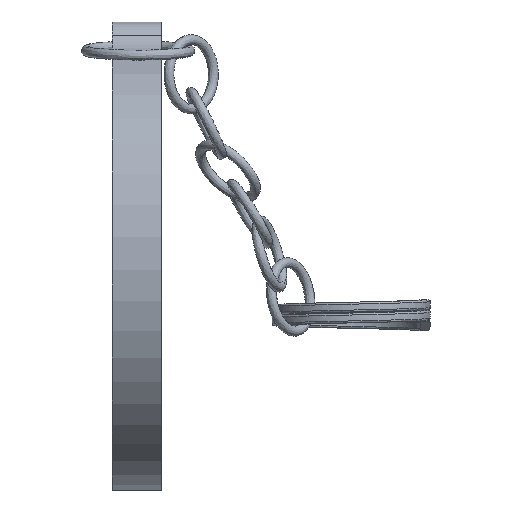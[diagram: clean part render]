
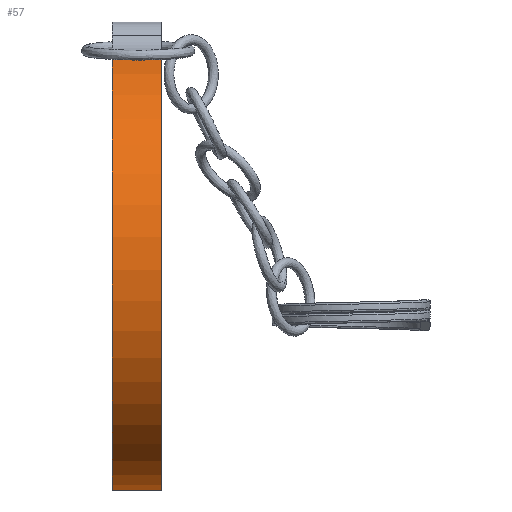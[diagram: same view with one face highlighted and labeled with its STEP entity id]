
A CAD part, front view. The second image highlights one B-rep face of the part: STEP entity #57.
In plain terms, the highlighted free-form (B-spline) face has degree [2, 1] with [7, 2] control points.
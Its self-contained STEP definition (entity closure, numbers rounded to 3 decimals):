
#31 = VERTEX_POINT('',#32);
#32 = CARTESIAN_POINT('',(6.428,-5.584,28.382
    ));
#38 = EDGE_CURVE('',#39,#31,#41,.T.);
#39 = VERTEX_POINT('',#40);
#40 = CARTESIAN_POINT('',(0.,-5.584,28.382));
#41 = B_SPLINE_CURVE_WITH_KNOTS('',1,(#42,#43),.UNSPECIFIED.,.F.,.F.,(2,
    2),(0.,5.),.PIECEWISE_BEZIER_KNOTS.);
#42 = CARTESIAN_POINT('',(0.,-5.584,28.382));
#43 = CARTESIAN_POINT('',(6.428,-5.584,28.382
    ));
#57 = ADVANCED_FACE('',(#58),#90,.T.);
#58 = FACE_BOUND('',#59,.T.);
#59 = EDGE_LOOP('',(#60,#61,#73,#80));
#60 = ORIENTED_EDGE('',*,*,#38,.F.);
#61 = ORIENTED_EDGE('',*,*,#62,.T.);
#62 = EDGE_CURVE('',#39,#63,#65,.T.);
#63 = VERTEX_POINT('',#64);
#64 = CARTESIAN_POINT('',(0.,5.498,28.399));
#65 = ( BOUNDED_CURVE() B_SPLINE_CURVE(2,(#66,#67,#68,#69,#70,#71,#72),
.UNSPECIFIED.,.F.,.F.) B_SPLINE_CURVE_WITH_KNOTS((3,2,2,3),(
    0.082,2.047,4.013,5.979),
.PIECEWISE_BEZIER_KNOTS.) CURVE() GEOMETRIC_REPRESENTATION_ITEM() 
RATIONAL_B_SPLINE_CURVE((1.,0.555,1.,0.555,1.,
0.555,1.)) REPRESENTATION_ITEM('') );
#66 = CARTESIAN_POINT('',(0.,-5.584,28.382));
#67 = CARTESIAN_POINT('',(0.,-48.172,20.003));
#68 = CARTESIAN_POINT('',(0.,-24.046,-16.078));
#69 = CARTESIAN_POINT('',(0.,0.079,-52.16));
#70 = CARTESIAN_POINT('',(0.,24.095,-16.005));
#71 = CARTESIAN_POINT('',(0.,48.111,20.149));
#72 = CARTESIAN_POINT('',(0.,5.498,28.399));
#73 = ORIENTED_EDGE('',*,*,#74,.F.);
#74 = EDGE_CURVE('',#75,#63,#77,.T.);
#75 = VERTEX_POINT('',#76);
#76 = CARTESIAN_POINT('',(6.428,5.498,28.399)
  );
#77 = B_SPLINE_CURVE_WITH_KNOTS('',1,(#78,#79),.UNSPECIFIED.,.F.,.F.,(2,
    2),(-5.,0.),.PIECEWISE_BEZIER_KNOTS.);
#78 = CARTESIAN_POINT('',(6.428,5.498,28.399)
  );
#79 = CARTESIAN_POINT('',(0.,5.498,28.399));
#80 = ORIENTED_EDGE('',*,*,#81,.F.);
#81 = EDGE_CURVE('',#31,#75,#82,.T.);
#82 = ( BOUNDED_CURVE() B_SPLINE_CURVE(2,(#83,#84,#85,#86,#87,#88,#89),
.UNSPECIFIED.,.F.,.F.) B_SPLINE_CURVE_WITH_KNOTS((3,2,2,3),(
    0.082,2.047,4.013,5.979),
.PIECEWISE_BEZIER_KNOTS.) CURVE() GEOMETRIC_REPRESENTATION_ITEM() 
RATIONAL_B_SPLINE_CURVE((1.,0.555,1.,0.555,1.,
0.555,1.)) REPRESENTATION_ITEM('') );
#83 = CARTESIAN_POINT('',(6.428,-5.584,28.382
    ));
#84 = CARTESIAN_POINT('',(6.428,-48.172,20.003
    ));
#85 = CARTESIAN_POINT('',(6.428,-24.046,-16.078
    ));
#86 = CARTESIAN_POINT('',(6.428,0.079,
    -52.16));
#87 = CARTESIAN_POINT('',(6.428,24.095,-16.005
    ));
#88 = CARTESIAN_POINT('',(6.428,48.111,20.149
    ));
#89 = CARTESIAN_POINT('',(6.428,5.498,28.399)
  );
#90 = ( BOUNDED_SURFACE() B_SPLINE_SURFACE(2,1,(
    (#91,#92)
    ,(#93,#94)
    ,(#95,#96)
    ,(#97,#98)
    ,(#99,#100)
    ,(#101,#102)
,(#103,#104
    )),.UNSPECIFIED.,.F.,.F.,.F.) B_SPLINE_SURFACE_WITH_KNOTS((3,2,2,3),
  (2,2),(-2.949,-0.983,0.983,2.949),
(0.,5.),.UNSPECIFIED.) GEOMETRIC_REPRESENTATION_ITEM() 
RATIONAL_B_SPLINE_SURFACE((
    (1.,1.)
    ,(0.555,0.555)
    ,(1.,1.)
    ,(0.555,0.555)
    ,(1.,1.)
    ,(0.555,0.555)
,(1.,1.))) REPRESENTATION_ITEM('') SURFACE() );
#91 = CARTESIAN_POINT('',(0.,-5.584,28.382));
#92 = CARTESIAN_POINT('',(6.428,-5.584,28.382
    ));
#93 = CARTESIAN_POINT('',(0.,-48.172,20.003));
#94 = CARTESIAN_POINT('',(6.428,-48.172,20.003
    ));
#95 = CARTESIAN_POINT('',(0.,-24.046,-16.078));
#96 = CARTESIAN_POINT('',(6.428,-24.046,-16.078
    ));
#97 = CARTESIAN_POINT('',(0.,0.079,-52.16));
#98 = CARTESIAN_POINT('',(6.428,0.079,
    -52.16));
#99 = CARTESIAN_POINT('',(0.,24.095,-16.005));
#100 = CARTESIAN_POINT('',(6.428,24.095,
    -16.005));
#101 = CARTESIAN_POINT('',(0.,48.111,20.149));
#102 = CARTESIAN_POINT('',(6.428,48.111,
    20.149));
#103 = CARTESIAN_POINT('',(0.,5.498,28.399));
#104 = CARTESIAN_POINT('',(6.428,5.498,28.399)
  );
